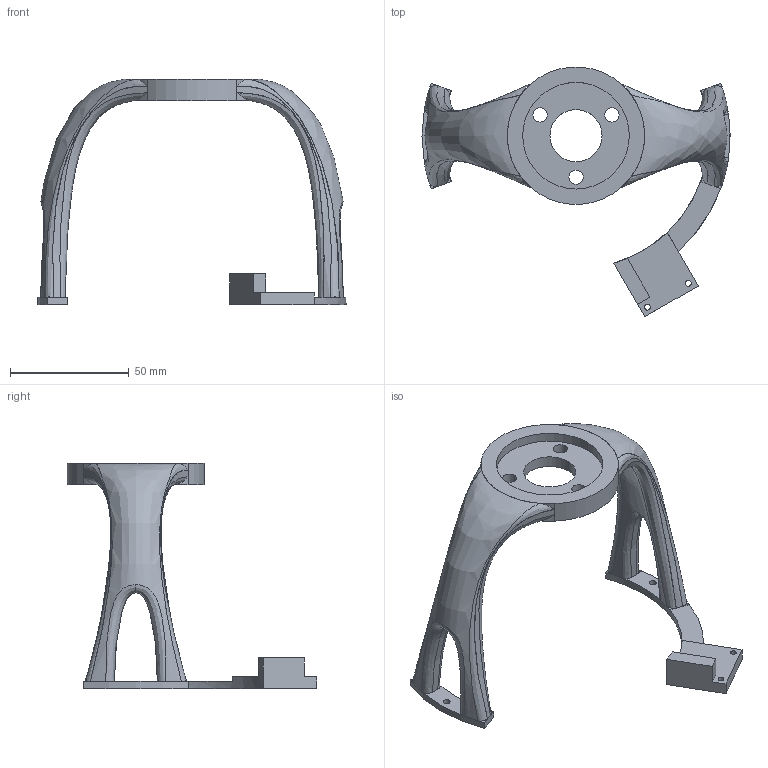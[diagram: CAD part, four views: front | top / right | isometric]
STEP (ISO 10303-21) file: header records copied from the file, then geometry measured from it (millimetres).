
FILE_DESCRIPTION(/* description */ (''),/* implementation_level */ '2;1');
FILE_NAME(/* name */ 'Swerve Slip Ring Mount',/* time_stamp */ '2024-02-14T14:55:37+08:00',/* author */ (''),/* organization */ (''),/* preprocessor_version */ 'ST-DEVELOPER v19.2',/* originating_system */ 'Rhino 8.2',/* authorisation */ '');
FILE_SCHEMA (('CONFIG_CONTROL_DESIGN'));
Length unit declared in the file: millimetre
Products named in the file (1): Document
Bounding box: 130 x 105.18 x 95 mm (x, y, z)
Volume: 16211.4 mm3; surface area: 26275.4 mm2
Topology: 2 solids, 12 shells, 76 faces, 251 edges, 180 vertices
Faces by surface type: cylinder 28, bspline 28, plane 20
Entity records: 6728 total; most frequent: CARTESIAN_POINT 4757, ORIENTED_EDGE 416, EDGE_CURVE 251, DIRECTION 238, VERTEX_POINT 180, AXIS2_PLACEMENT_3D 143, B_SPLINE_CURVE_WITH_KNOTS 127, EDGE_LOOP 93
